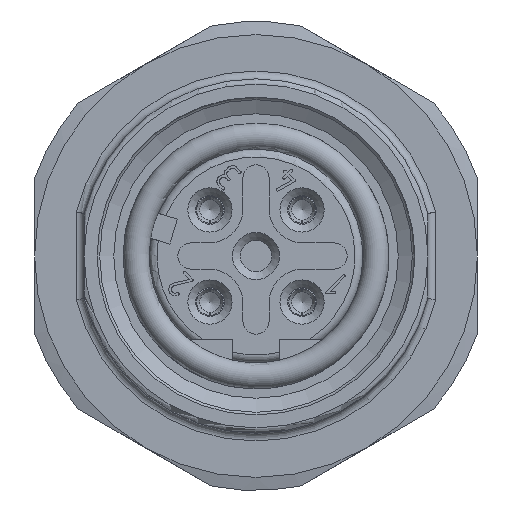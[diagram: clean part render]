
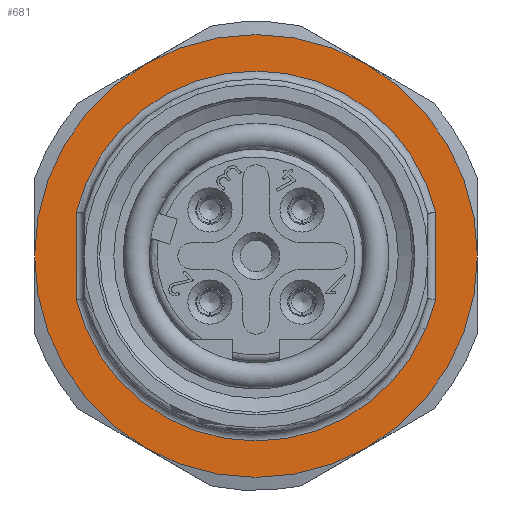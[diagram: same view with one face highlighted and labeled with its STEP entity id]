
A CAD part, left-side view. The second image highlights one B-rep face of the part: STEP entity #681.
In plain terms, the highlighted planar face has unit normal (-1, 0, 0).
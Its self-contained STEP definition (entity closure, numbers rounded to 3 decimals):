
#681=ADVANCED_FACE('',(#1051,#1052),#924,.T.);
#924=PLANE('',#4304);
#1051=FACE_BOUND('',#1195,.T.);
#1052=FACE_BOUND('',#1196,.T.);
#1195=EDGE_LOOP('',(#1739,#1740,#1741,#1742));
#1196=EDGE_LOOP('',(#1743,#1744,#1745,#1746,#1747,#1748));
#1520=CIRCLE('',#4280,8.5);
#1522=CIRCLE('',#4284,8.5);
#1524=CIRCLE('',#4288,8.5);
#1526=CIRCLE('',#4292,8.5);
#1528=CIRCLE('',#4296,8.5);
#1531=CIRCLE('',#4301,7.1);
#1532=CIRCLE('',#4302,7.1);
#1533=CIRCLE('',#4303,8.5);
#1739=ORIENTED_EDGE('',*,*,#3285,.T.);
#1740=ORIENTED_EDGE('',*,*,#3286,.T.);
#1741=ORIENTED_EDGE('',*,*,#3287,.T.);
#1742=ORIENTED_EDGE('',*,*,#3288,.T.);
#1743=ORIENTED_EDGE('',*,*,#3280,.T.);
#1744=ORIENTED_EDGE('',*,*,#3289,.T.);
#1745=ORIENTED_EDGE('',*,*,#3256,.T.);
#1746=ORIENTED_EDGE('',*,*,#3262,.T.);
#1747=ORIENTED_EDGE('',*,*,#3268,.T.);
#1748=ORIENTED_EDGE('',*,*,#3274,.T.);
#2853=VERTEX_POINT('',#5823);
#2854=VERTEX_POINT('',#5828);
#2857=VERTEX_POINT('',#5845);
#2860=VERTEX_POINT('',#5862);
#2863=VERTEX_POINT('',#5879);
#2866=VERTEX_POINT('',#5896);
#2871=VERTEX_POINT('',#5909);
#2872=VERTEX_POINT('',#5910);
#2873=VERTEX_POINT('',#5912);
#2874=VERTEX_POINT('',#5914);
#3256=EDGE_CURVE('',#2853,#2854,#1520,.T.);
#3262=EDGE_CURVE('',#2854,#2857,#1522,.T.);
#3268=EDGE_CURVE('',#2857,#2860,#1524,.T.);
#3274=EDGE_CURVE('',#2860,#2863,#1526,.T.);
#3280=EDGE_CURVE('',#2863,#2866,#1528,.T.);
#3285=EDGE_CURVE('',#2871,#2872,#1531,.T.);
#3286=EDGE_CURVE('',#2872,#2873,#3827,.T.);
#3287=EDGE_CURVE('',#2873,#2874,#1532,.T.);
#3288=EDGE_CURVE('',#2874,#2871,#3828,.T.);
#3289=EDGE_CURVE('',#2866,#2853,#1533,.T.);
#3827=LINE('',#5911,#4037);
#3828=LINE('',#5915,#4038);
#4037=VECTOR('',#4786,1.);
#4038=VECTOR('',#4789,1.);
#4280=AXIS2_PLACEMENT_3D('',#5829,#4732,#4733);
#4284=AXIS2_PLACEMENT_3D('',#5846,#4742,#4743);
#4288=AXIS2_PLACEMENT_3D('',#5863,#4752,#4753);
#4292=AXIS2_PLACEMENT_3D('',#5880,#4762,#4763);
#4296=AXIS2_PLACEMENT_3D('',#5897,#4772,#4773);
#4301=AXIS2_PLACEMENT_3D('',#5908,#4784,#4785);
#4302=AXIS2_PLACEMENT_3D('',#5913,#4787,#4788);
#4303=AXIS2_PLACEMENT_3D('',#5916,#4790,#4791);
#4304=AXIS2_PLACEMENT_3D('',#5917,#4792,#4793);
#4732=DIRECTION('',(-1.,0.,0.));
#4733=DIRECTION('',(0.,0.,1.));
#4742=DIRECTION('',(-1.,0.,0.));
#4743=DIRECTION('',(0.,0.,1.));
#4752=DIRECTION('',(-1.,0.,0.));
#4753=DIRECTION('',(0.,0.,1.));
#4762=DIRECTION('',(-1.,0.,0.));
#4763=DIRECTION('',(0.,0.,1.));
#4772=DIRECTION('',(-1.,0.,0.));
#4773=DIRECTION('',(0.,0.,1.));
#4784=DIRECTION('',(1.,0.,0.));
#4785=DIRECTION('',(0.,0.,1.));
#4786=DIRECTION('',(0.,0.,1.));
#4787=DIRECTION('',(1.,0.,0.));
#4788=DIRECTION('',(0.,0.,1.));
#4789=DIRECTION('',(0.,0.,-1.));
#4790=DIRECTION('',(-1.,0.,0.));
#4791=DIRECTION('',(0.,0.,1.));
#4792=DIRECTION('',(-1.,0.,0.));
#4793=DIRECTION('',(0.,0.,1.));
#5823=CARTESIAN_POINT('',(8.,4.25,-7.361));
#5828=CARTESIAN_POINT('',(8.,-4.25,-7.361));
#5829=CARTESIAN_POINT('',(8.,0.,0.));
#5845=CARTESIAN_POINT('',(8.,-8.5,0.));
#5846=CARTESIAN_POINT('',(8.,0.,0.));
#5862=CARTESIAN_POINT('',(8.,-4.25,7.361));
#5863=CARTESIAN_POINT('',(8.,0.,0.));
#5879=CARTESIAN_POINT('',(8.,4.25,7.361));
#5880=CARTESIAN_POINT('',(8.,0.,0.));
#5896=CARTESIAN_POINT('',(8.,8.5,0.));
#5897=CARTESIAN_POINT('',(8.,0.,0.));
#5908=CARTESIAN_POINT('',(8.,0.,0.));
#5909=CARTESIAN_POINT('',(8.,-6.9,-1.673));
#5910=CARTESIAN_POINT('',(8.,6.9,-1.673));
#5911=CARTESIAN_POINT('',(8.,6.9,0.));
#5912=CARTESIAN_POINT('',(8.,6.9,1.673));
#5913=CARTESIAN_POINT('',(8.,0.,0.));
#5914=CARTESIAN_POINT('',(8.,-6.9,1.673));
#5915=CARTESIAN_POINT('',(8.,-6.9,0.));
#5916=CARTESIAN_POINT('',(8.,0.,0.));
#5917=CARTESIAN_POINT('',(8.,0.,0.));
